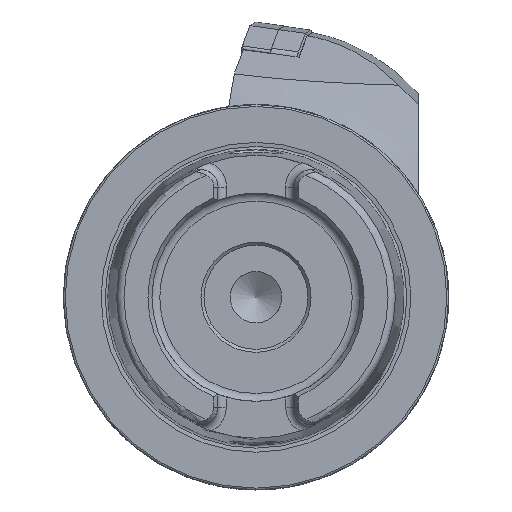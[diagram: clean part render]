
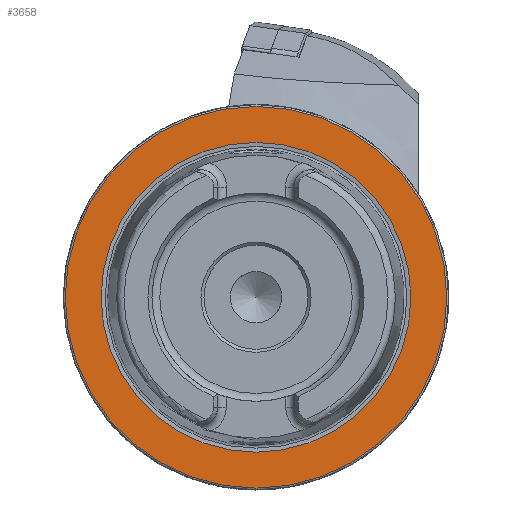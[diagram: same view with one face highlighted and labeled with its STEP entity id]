
A CAD part, left-side view. The second image highlights one B-rep face of the part: STEP entity #3658.
In plain terms, the highlighted planar face has unit normal (-1, 0, 0).
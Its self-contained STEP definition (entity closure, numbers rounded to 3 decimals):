
#988 = AXIS2_PLACEMENT_3D ( 'NONE', #7039, #10738, #2306 ) ;
#1922 = ORIENTED_EDGE ( 'NONE', *, *, #10253, .F. ) ;
#2125 = CIRCLE ( 'NONE', #8688, 31.2 ) ;
#2140 = CARTESIAN_POINT ( 'NONE',  ( 0., 0., 0. ) ) ;
#2306 = DIRECTION ( 'NONE',  ( 0., 0., -1. ) ) ;
#2604 = DIRECTION ( 'NONE',  ( 0., 0., 1. ) ) ;
#3147 = DIRECTION ( 'NONE',  ( 0., 0., 1. ) ) ;
#3658 = ADVANCED_FACE ( 'NONE', ( #7202, #10469 ), #5157, .F. ) ;
#4455 = CARTESIAN_POINT ( 'NONE',  ( 0., 0., 25.324 ) ) ;
#4569 = CARTESIAN_POINT ( 'NONE',  ( 0., 0., 31.2 ) ) ;
#4953 = ORIENTED_EDGE ( 'NONE', *, *, #11475, .T. ) ;
#5024 = EDGE_LOOP ( 'NONE', ( #4953 ) ) ;
#5040 = AXIS2_PLACEMENT_3D ( 'NONE', #9090, #11036, #2604 ) ;
#5157 = PLANE ( 'NONE',  #988 ) ;
#7039 = CARTESIAN_POINT ( 'NONE',  ( 0., 31.2, 0. ) ) ;
#7202 = FACE_BOUND ( 'NONE', #11319, .T. ) ;
#7820 = DIRECTION ( 'NONE',  ( -1., 0., 0. ) ) ;
#8592 = VERTEX_POINT ( 'NONE', #4569 ) ;
#8688 = AXIS2_PLACEMENT_3D ( 'NONE', #2140, #7820, #3147 ) ;
#9090 = CARTESIAN_POINT ( 'NONE',  ( 0., 0., 0. ) ) ;
#10253 = EDGE_CURVE ( 'NONE', #10969, #10969, #11779, .T. ) ;
#10469 = FACE_OUTER_BOUND ( 'NONE', #5024, .T. ) ;
#10738 = DIRECTION ( 'NONE',  ( 1., 0., 0. ) ) ;
#10969 = VERTEX_POINT ( 'NONE', #4455 ) ;
#11036 = DIRECTION ( 'NONE',  ( -1., 0., 0. ) ) ;
#11319 = EDGE_LOOP ( 'NONE', ( #1922 ) ) ;
#11475 = EDGE_CURVE ( 'NONE', #8592, #8592, #2125, .T. ) ;
#11779 = CIRCLE ( 'NONE', #5040, 25.324 ) ;
